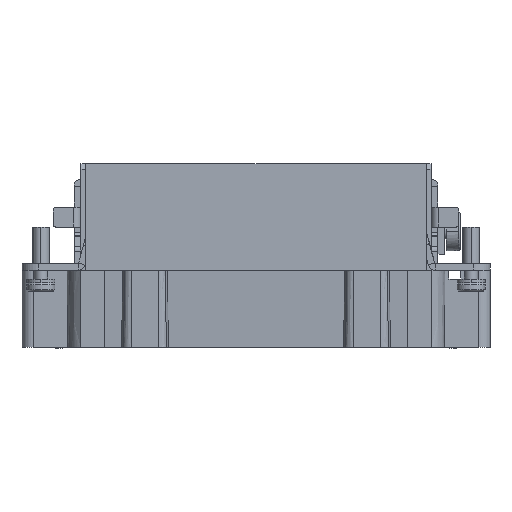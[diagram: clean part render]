
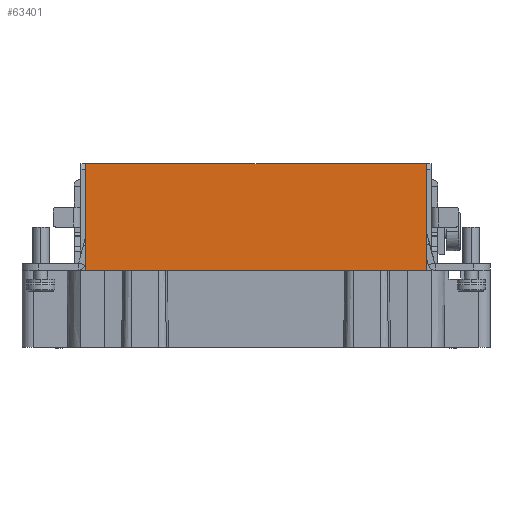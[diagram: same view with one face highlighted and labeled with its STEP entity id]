
A CAD part, left-side view. The second image highlights one B-rep face of the part: STEP entity #63401.
In plain terms, the highlighted planar face has unit normal (-1, 0, 0).
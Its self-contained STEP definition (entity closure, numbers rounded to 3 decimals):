
#197=DIRECTION('',(0.,-1.,0.));
#198=VECTOR('',#197,61.298);
#199=CARTESIAN_POINT('',(-16.95,30.649,33.2));
#200=LINE('',#199,#198);
#12531=DIRECTION('',(0.,1.,0.));
#12532=VECTOR('',#12531,61.298);
#12533=CARTESIAN_POINT('',(-16.95,-30.649,14.));
#12534=LINE('',#12533,#12532);
#13324=DIRECTION('',(0.,0.,-1.));
#13325=VECTOR('',#13324,19.2);
#13326=CARTESIAN_POINT('',(-16.95,-30.649,33.2));
#13327=LINE('',#13326,#13325);
#13328=DIRECTION('',(0.,0.,1.));
#13329=VECTOR('',#13328,19.2);
#13330=CARTESIAN_POINT('',(-16.95,30.649,14.));
#13331=LINE('',#13330,#13329);
#40115=CARTESIAN_POINT('',(-16.95,30.649,33.2));
#40116=CARTESIAN_POINT('',(-16.95,-30.649,33.2));
#40117=VERTEX_POINT('',#40115);
#40118=VERTEX_POINT('',#40116);
#43476=CARTESIAN_POINT('',(-16.95,-30.649,14.));
#43477=CARTESIAN_POINT('',(-16.95,30.649,14.));
#43478=VERTEX_POINT('',#43476);
#43479=VERTEX_POINT('',#43477);
#63389=CARTESIAN_POINT('',(-16.95,30.65,14.));
#63390=DIRECTION('',(-1.,0.,0.));
#63391=DIRECTION('',(0.,-1.,0.));
#63392=AXIS2_PLACEMENT_3D('',#63389,#63390,#63391);
#63393=PLANE('',#63392);
#63395=ORIENTED_EDGE('',*,*,#63394,.T.);
#63396=ORIENTED_EDGE('',*,*,#62354,.T.);
#63397=ORIENTED_EDGE('',*,*,#63280,.T.);
#63398=ORIENTED_EDGE('',*,*,#50525,.T.);
#63399=EDGE_LOOP('',(#63395,#63396,#63397,#63398));
#63400=FACE_OUTER_BOUND('',#63399,.F.);
#63401=ADVANCED_FACE('',(#63400),#63393,.T.);
#50525=EDGE_CURVE('',#40117,#40118,#200,.T.);
#62354=EDGE_CURVE('',#43478,#43479,#12534,.T.);
#63280=EDGE_CURVE('',#43479,#40117,#13331,.T.);
#63394=EDGE_CURVE('',#40118,#43478,#13327,.T.);
